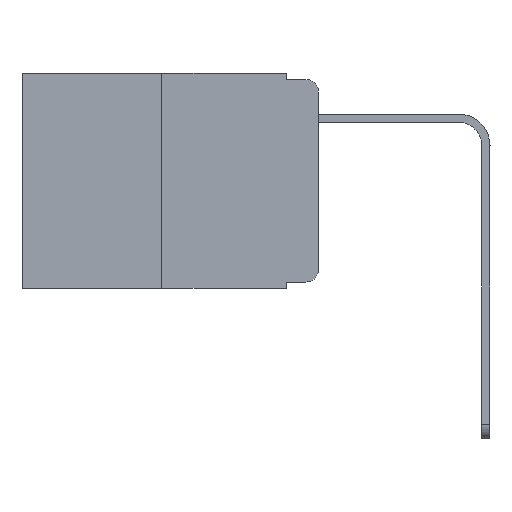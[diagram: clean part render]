
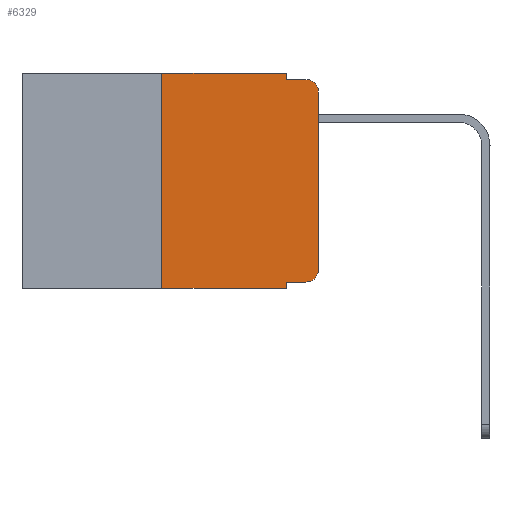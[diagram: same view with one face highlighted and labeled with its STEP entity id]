
A CAD part, left-side view. The second image highlights one B-rep face of the part: STEP entity #6329.
In plain terms, the highlighted planar face has unit normal (-1, 0, 0).
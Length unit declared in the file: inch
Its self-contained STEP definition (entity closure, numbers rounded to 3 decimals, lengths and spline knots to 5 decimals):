
#400 = LINE ( 'NONE', #5809, #10667 ) ;
#496 = DIRECTION ( 'NONE',  ( 0., 0., -1. ) ) ;
#587 = ORIENTED_EDGE ( 'NONE', *, *, #3074, .F. ) ;
#595 = AXIS2_PLACEMENT_3D ( 'NONE', #2910, #3704, #10399 ) ;
#644 = CARTESIAN_POINT ( 'NONE',  ( 0., 0.051, -0.333 ) ) ;
#1330 = CARTESIAN_POINT ( 'NONE',  ( 0., 0.051, -0.333 ) ) ;
#1343 = DIRECTION ( 'NONE',  ( 1., 0., 0. ) ) ;
#1412 = CARTESIAN_POINT ( 'NONE',  ( 0., 0., -0.03 ) ) ;
#1608 = CARTESIAN_POINT ( 'NONE',  ( 0., 0.051, 0. ) ) ;
#1643 = LINE ( 'NONE', #1608, #5339 ) ;
#1647 = VERTEX_POINT ( 'NONE', #6145 ) ;
#1677 = CARTESIAN_POINT ( 'NONE',  ( 0., 0.25, 0. ) ) ;
#1694 = EDGE_CURVE ( 'NONE', #3593, #3506, #4797, .T. ) ;
#1719 = LINE ( 'NONE', #6891, #5958 ) ;
#1808 = DIRECTION ( 'NONE',  ( 0., -1., 0. ) ) ;
#1929 = ORIENTED_EDGE ( 'NONE', *, *, #8389, .T. ) ;
#2121 = CIRCLE ( 'NONE', #9881, 0.02 ) ;
#2148 = AXIS2_PLACEMENT_3D ( 'NONE', #5525, #1343, #496 ) ;
#2171 = LINE ( 'NONE', #6895, #3584 ) ;
#2324 = ORIENTED_EDGE ( 'NONE', *, *, #9337, .T. ) ;
#2740 = ORIENTED_EDGE ( 'NONE', *, *, #2853, .T. ) ;
#2800 = VECTOR ( 'NONE', #9530, 39.37008 ) ;
#2853 = EDGE_CURVE ( 'NONE', #1647, #6447, #400, .T. ) ;
#2910 = CARTESIAN_POINT ( 'NONE',  ( 0., 0.02, -0.313 ) ) ;
#3074 = EDGE_CURVE ( 'NONE', #7880, #4509, #1719, .T. ) ;
#3226 = CARTESIAN_POINT ( 'NONE',  ( 0., 0.25, -0.343 ) ) ;
#3506 = VERTEX_POINT ( 'NONE', #6212 ) ;
#3516 = DIRECTION ( 'NONE',  ( 0., 0., -1. ) ) ;
#3584 = VECTOR ( 'NONE', #6964, 39.37008 ) ;
#3593 = VERTEX_POINT ( 'NONE', #10401 ) ;
#3613 = EDGE_CURVE ( 'NONE', #6461, #9701, #5269, .T. ) ;
#3704 = DIRECTION ( 'NONE',  ( -1., 0., 0. ) ) ;
#3982 = DIRECTION ( 'NONE',  ( -1., 0., 0. ) ) ;
#4117 = ORIENTED_EDGE ( 'NONE', *, *, #1694, .F. ) ;
#4284 = VERTEX_POINT ( 'NONE', #6890 ) ;
#4509 = VERTEX_POINT ( 'NONE', #5906 ) ;
#4797 = LINE ( 'NONE', #5252, #2800 ) ;
#4868 = LINE ( 'NONE', #9601, #7137 ) ;
#4883 = CARTESIAN_POINT ( 'NONE',  ( 0., 0.02, -0.03 ) ) ;
#4964 = EDGE_CURVE ( 'NONE', #6461, #4284, #1643, .T. ) ;
#5058 = CARTESIAN_POINT ( 'NONE',  ( 0., 0.02, -0.333 ) ) ;
#5224 = LINE ( 'NONE', #7707, #5638 ) ;
#5252 = CARTESIAN_POINT ( 'NONE',  ( 0., 0.051, -0.01 ) ) ;
#5269 = LINE ( 'NONE', #1330, #7278 ) ;
#5339 = VECTOR ( 'NONE', #7535, 39.37008 ) ;
#5525 = CARTESIAN_POINT ( 'NONE',  ( 0., 0.473, 0. ) ) ;
#5631 = PLANE ( 'NONE',  #2148 ) ;
#5638 = VECTOR ( 'NONE', #3516, 39.37008 ) ;
#5809 = CARTESIAN_POINT ( 'NONE',  ( 0., 0., 0. ) ) ;
#5906 = CARTESIAN_POINT ( 'NONE',  ( 0., 0.051, 0. ) ) ;
#5958 = VECTOR ( 'NONE', #1808, 39.37008 ) ;
#6145 = CARTESIAN_POINT ( 'NONE',  ( 0., 0., -0.313 ) ) ;
#6212 = CARTESIAN_POINT ( 'NONE',  ( 0., 0.02, -0.01 ) ) ;
#6247 = FACE_OUTER_BOUND ( 'NONE', #8023, .T. ) ;
#6329 = ADVANCED_FACE ( 'NONE', ( #6247 ), #5631, .F. ) ;
#6405 = DIRECTION ( 'NONE',  ( 0., -1., 0. ) ) ;
#6447 = VERTEX_POINT ( 'NONE', #1412 ) ;
#6461 = VERTEX_POINT ( 'NONE', #644 ) ;
#6540 = VERTEX_POINT ( 'NONE', #3226 ) ;
#6656 = DIRECTION ( 'NONE',  ( 0., 0., -1. ) ) ;
#6698 = DIRECTION ( 'NONE',  ( 0., 0., 1. ) ) ;
#6736 = EDGE_CURVE ( 'NONE', #6540, #7880, #2171, .T. ) ;
#6890 = CARTESIAN_POINT ( 'NONE',  ( 0., 0.051, -0.343 ) ) ;
#6891 = CARTESIAN_POINT ( 'NONE',  ( 0., 0.473, 0. ) ) ;
#6895 = CARTESIAN_POINT ( 'NONE',  ( 0., 0.25, 0. ) ) ;
#6964 = DIRECTION ( 'NONE',  ( 0., 0., 1. ) ) ;
#7137 = VECTOR ( 'NONE', #9526, 39.37008 ) ;
#7278 = VECTOR ( 'NONE', #6405, 39.37008 ) ;
#7535 = DIRECTION ( 'NONE',  ( 0., 0., -1. ) ) ;
#7707 = CARTESIAN_POINT ( 'NONE',  ( 0., 0.051, 0. ) ) ;
#7750 = ORIENTED_EDGE ( 'NONE', *, *, #8836, .T. ) ;
#7880 = VERTEX_POINT ( 'NONE', #1677 ) ;
#8023 = EDGE_LOOP ( 'NONE', ( #2740, #1929, #4117, #10211, #587, #8887, #2324, #8088, #9165, #7750 ) ) ;
#8088 = ORIENTED_EDGE ( 'NONE', *, *, #4964, .F. ) ;
#8389 = EDGE_CURVE ( 'NONE', #6447, #3506, #2121, .T. ) ;
#8836 = EDGE_CURVE ( 'NONE', #9701, #1647, #9344, .T. ) ;
#8887 = ORIENTED_EDGE ( 'NONE', *, *, #6736, .F. ) ;
#9165 = ORIENTED_EDGE ( 'NONE', *, *, #3613, .T. ) ;
#9337 = EDGE_CURVE ( 'NONE', #6540, #4284, #4868, .T. ) ;
#9344 = CIRCLE ( 'NONE', #595, 0.02 ) ;
#9526 = DIRECTION ( 'NONE',  ( 0., -1., 0. ) ) ;
#9530 = DIRECTION ( 'NONE',  ( 0., -1., 0. ) ) ;
#9601 = CARTESIAN_POINT ( 'NONE',  ( 0., 0.473, -0.343 ) ) ;
#9701 = VERTEX_POINT ( 'NONE', #5058 ) ;
#9881 = AXIS2_PLACEMENT_3D ( 'NONE', #4883, #3982, #6656 ) ;
#10211 = ORIENTED_EDGE ( 'NONE', *, *, #10395, .F. ) ;
#10395 = EDGE_CURVE ( 'NONE', #4509, #3593, #5224, .T. ) ;
#10399 = DIRECTION ( 'NONE',  ( 0., 0., -1. ) ) ;
#10401 = CARTESIAN_POINT ( 'NONE',  ( 0., 0.051, -0.01 ) ) ;
#10667 = VECTOR ( 'NONE', #6698, 39.37008 ) ;
